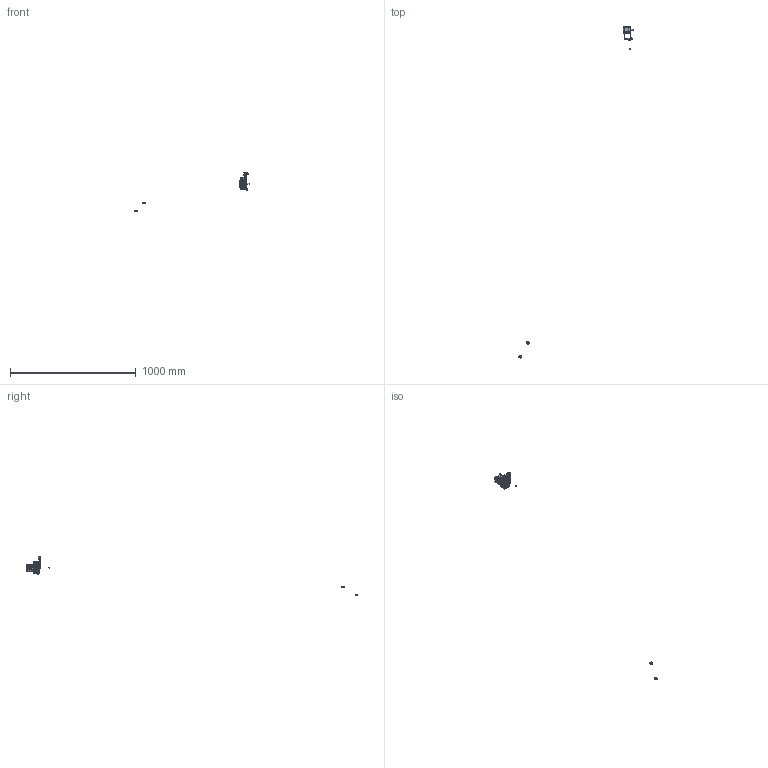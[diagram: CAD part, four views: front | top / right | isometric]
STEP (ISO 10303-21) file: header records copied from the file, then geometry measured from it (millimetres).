
FILE_DESCRIPTION(/* description */ ('','CAx-IF Rec.Pracs.---Representation and Presentation of Product Manufacturing Information (PMI)---4.0---2014-10-13'),/* implementation_level */ '2;1');
FILE_NAME(/* name */ 'Lift Assembly v2.step',/* time_stamp */ '2025-03-13T00:40:21-04:00',/* author */ (''),/* organization */ (''),/* preprocessor_version */ 'ST-DEVELOPER v20',/* originating_system */ 'Autodesk Translation Framework v13.20.0.188',/* authorisation */ '');
FILE_SCHEMA (('AP242_MANAGED_MODEL_BASED_3D_ENGINEERING_MIM_LF { 1 0 10303 442 1 1 4 }'));
Products named in the file (17): Lift Assembly; Rail Assembly; SAR310; SAR310-10_r; SAR310-10_b; SAR3_ba; 1100-0003-0096 rev1; Nema 23; _608 SKF.ec07e7da-dc55-48a9-b102-c7b9b8a0e55b; 3408-0001-0001 assembly; 2914-0002-0001 assembly; Rail Pulley Mount; 3408-0001-0001 assembly_1; 2914-0002-0001 assembly_1; 2914-0002-0001; 2807-0407-0200 for string loom; 1609-0610-0004
Assembly tree (54 placements, depth 4):
  Lift Assembly
    Rail Assembly
      SAR310
        SAR310-10_r
        SAR310-10_b  x2
        SAR3_ba  x32
    1100-0003-0096 rev1
    Nema 23
      _608 SKF.ec07e7da-dc55-48a9-b102-c7b9b8a0e55b  x2
    3408-0001-0001 assembly
      2914-0002-0001 assembly
        2914-0002-0001
        2807-0407-0200 for string loom  x2
      1609-0610-0004
    Rail Pulley Mount
    3408-0001-0001 assembly_1
      2914-0002-0001 assembly_1
        2914-0002-0001
        2807-0407-0200 for string loom  x2
      1609-0610-0004
Bounding box: 910.01 x 2641.81 x 314.83 mm (x, y, z)
Volume: 110314.9 mm3; surface area: 97124.5 mm2
Topology: 71 solids, 71 shells, 1655 faces, 4492 edges, 2982 vertices
Faces by surface type: plane 729, cylinder 413, bspline 396, sphere 46, torus 38, cone 33
Full cylindrical faces by diameter (mm): 1.75 x1, 3.4 x12, 3.5 x4, 4 x58, 4.03 x1, 5.2 x4, 5.25 x4, 5.3 x4, 6.5 x2, 7 x4, 8 x3, 8.17 x4, 8.57 x4, 10.5 x6, 10.554 x4, 12.054 x4, 14 x9, 17.61 x4, 19.2 x4, 22 x4, 35 x2, 38 x1
Entity records: 47829 total; most frequent: CARTESIAN_POINT 18650, ORIENTED_EDGE 6146, DIRECTION 5414, EDGE_CURVE 3073, VERTEX_POINT 2053, LINE 1848, VECTOR 1848, AXIS2_PLACEMENT_3D 1783
